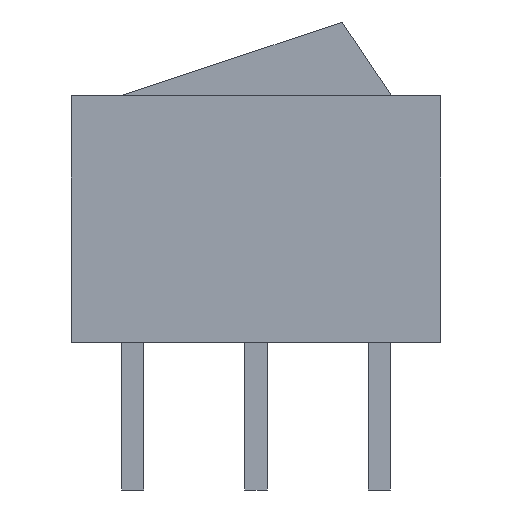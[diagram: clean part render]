
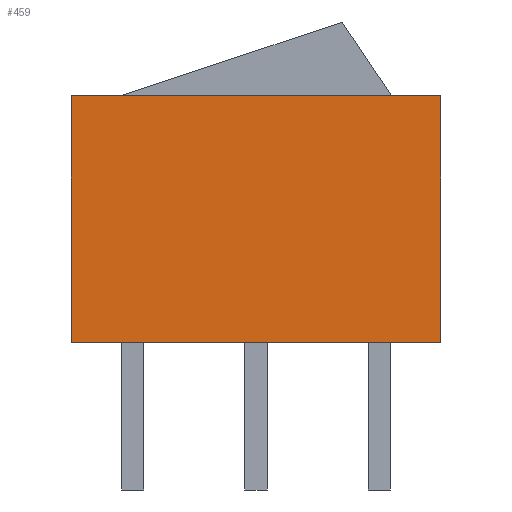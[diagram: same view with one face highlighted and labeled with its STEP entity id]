
A CAD part, front view. The second image highlights one B-rep face of the part: STEP entity #459.
In plain terms, the highlighted planar face has unit normal (0, -1, 0).
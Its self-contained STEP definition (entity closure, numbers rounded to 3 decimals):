
#2 = CARTESIAN_POINT ( 'NONE',  ( 7.5, -5., 0. ) ) ;
#24 = VERTEX_POINT ( 'NONE', #914 ) ;
#68 = ORIENTED_EDGE ( 'NONE', *, *, #864, .T. ) ;
#76 = CARTESIAN_POINT ( 'NONE',  ( 7.5, -5., 10. ) ) ;
#88 = EDGE_CURVE ( 'NONE', #24, #443, #743, .T. ) ;
#96 = CARTESIAN_POINT ( 'NONE',  ( -7.5, -5., 10. ) ) ;
#232 = FACE_OUTER_BOUND ( 'NONE', #1041, .T. ) ;
#234 = CARTESIAN_POINT ( 'NONE',  ( -7.5, -5., 10. ) ) ;
#266 = PLANE ( 'NONE',  #1100 ) ;
#338 = LINE ( 'NONE', #234, #468 ) ;
#352 = ORIENTED_EDGE ( 'NONE', *, *, #904, .T. ) ;
#377 = VERTEX_POINT ( 'NONE', #850 ) ;
#383 = EDGE_CURVE ( 'NONE', #443, #600, #428, .T. ) ;
#427 = DIRECTION ( 'NONE',  ( 0., 0., -1. ) ) ;
#428 = LINE ( 'NONE', #1016, #1032 ) ;
#443 = VERTEX_POINT ( 'NONE', #76 ) ;
#459 = ADVANCED_FACE ( 'NONE', ( #232 ), #266, .F. ) ;
#468 = VECTOR ( 'NONE', #1009, 1000. ) ;
#493 = CARTESIAN_POINT ( 'NONE',  ( -7.5, -5., 0. ) ) ;
#511 = VECTOR ( 'NONE', #522, 1000. ) ;
#522 = DIRECTION ( 'NONE',  ( 1., 0., 0. ) ) ;
#586 = CARTESIAN_POINT ( 'NONE',  ( -7.5, -5., 10. ) ) ;
#600 = VERTEX_POINT ( 'NONE', #2 ) ;
#690 = LINE ( 'NONE', #493, #830 ) ;
#692 = DIRECTION ( 'NONE',  ( 0., 1., 0. ) ) ;
#743 = LINE ( 'NONE', #586, #511 ) ;
#830 = VECTOR ( 'NONE', #926, 1000. ) ;
#850 = CARTESIAN_POINT ( 'NONE',  ( -7.5, -5., 0. ) ) ;
#864 = EDGE_CURVE ( 'NONE', #377, #600, #690, .T. ) ;
#898 = ORIENTED_EDGE ( 'NONE', *, *, #383, .F. ) ;
#904 = EDGE_CURVE ( 'NONE', #24, #377, #338, .T. ) ;
#914 = CARTESIAN_POINT ( 'NONE',  ( -7.5, -5., 10. ) ) ;
#926 = DIRECTION ( 'NONE',  ( 1., 0., 0. ) ) ;
#936 = ORIENTED_EDGE ( 'NONE', *, *, #88, .F. ) ;
#1009 = DIRECTION ( 'NONE',  ( 0., 0., -1. ) ) ;
#1016 = CARTESIAN_POINT ( 'NONE',  ( 7.5, -5., 10. ) ) ;
#1032 = VECTOR ( 'NONE', #427, 1000. ) ;
#1041 = EDGE_LOOP ( 'NONE', ( #68, #898, #936, #352 ) ) ;
#1045 = DIRECTION ( 'NONE',  ( 0., 0., 1. ) ) ;
#1100 = AXIS2_PLACEMENT_3D ( 'NONE', #96, #692, #1045 ) ;
